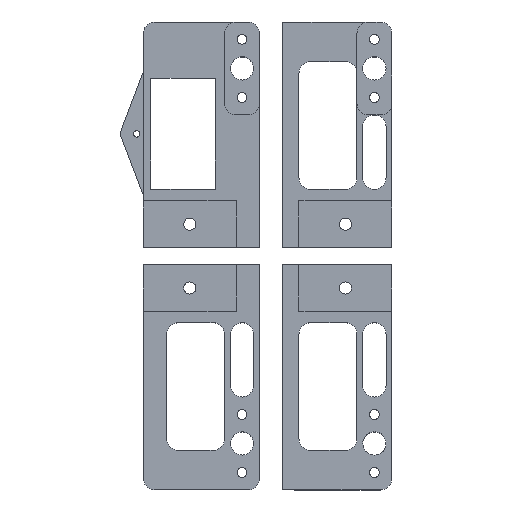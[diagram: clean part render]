
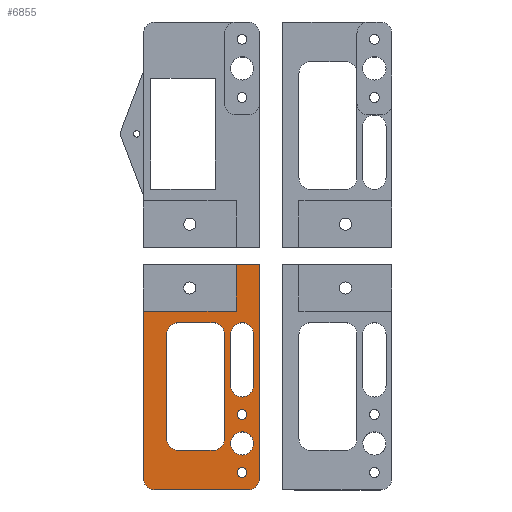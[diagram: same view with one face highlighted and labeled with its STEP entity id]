
A CAD part, top view. The second image highlights one B-rep face of the part: STEP entity #6855.
In plain terms, the highlighted planar face has unit normal (0, 0, 1).
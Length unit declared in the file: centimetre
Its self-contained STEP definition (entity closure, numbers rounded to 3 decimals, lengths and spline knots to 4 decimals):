
#234=CIRCLE($,#7360,0.5);
#235=CIRCLE($,#7363,0.5);
#246=CIRCLE($,#7381,0.5);
#250=CIRCLE($,#7390,0.5);
#267=CIRCLE($,#7436,0.5);
#268=CIRCLE($,#7438,0.5);
#272=CIRCLE($,#7454,0.5);
#273=CIRCLE($,#7456,0.5);
#274=CIRCLE($,#7458,0.5);
#275=CIRCLE($,#7459,0.21);
#276=CIRCLE($,#7460,0.21);
#533=FACE_BOUND($,#1384,.T.);
#534=FACE_BOUND($,#1385,.T.);
#535=FACE_BOUND($,#1386,.T.);
#536=FACE_BOUND($,#1387,.T.);
#537=FACE_BOUND($,#1388,.T.);
#538=FACE_BOUND($,#1389,.T.);
#1384=EDGE_LOOP($,(#5660,#5661,#5662,#5663,#5664,#5665,#5666,#5667));
#1385=EDGE_LOOP($,(#5668,#5669,#5670,#5671));
#1386=EDGE_LOOP($,(#5672,#5673,#5674,#5675,#5676,#5677,#5678,#5679));
#1387=EDGE_LOOP($,(#5680));
#1388=EDGE_LOOP($,(#5681));
#1389=EDGE_LOOP($,(#5682));
#1926=LINE($,#10675,#2593);
#1931=LINE($,#10701,#2598);
#1932=LINE($,#10714,#2599);
#1954=LINE($,#10774,#2621);
#1957=LINE($,#10782,#2624);
#1971=LINE($,#10831,#2638);
#2021=LINE($,#10983,#2688);
#2032=LINE($,#11022,#2699);
#2033=LINE($,#11025,#2700);
#2034=LINE($,#11026,#2701);
#2035=LINE($,#11028,#2702);
#2036=LINE($,#11029,#2703);
#2593=VECTOR($,#8674,1.5);
#2598=VECTOR($,#8701,4.);
#2599=VECTOR($,#8716,9.2);
#2621=VECTOR($,#8776,1.5);
#2624=VECTOR($,#8785,4.5);
#2638=VECTOR($,#8835,2.2);
#2688=VECTOR($,#8999,4.5);
#2699=VECTOR($,#9048,2.2);
#2700=VECTOR($,#9049,4.);
#2701=VECTOR($,#9050,7.2);
#2702=VECTOR($,#9051,1.);
#2703=VECTOR($,#9052,2.);
#3223=VERTEX_POINT($,#10672);
#3224=VERTEX_POINT($,#10674);
#3232=VERTEX_POINT($,#10695);
#3234=VERTEX_POINT($,#10699);
#3238=VERTEX_POINT($,#10712);
#3239=VERTEX_POINT($,#10713);
#3256=VERTEX_POINT($,#10766);
#3257=VERTEX_POINT($,#10768);
#3258=VERTEX_POINT($,#10772);
#3259=VERTEX_POINT($,#10776);
#3260=VERTEX_POINT($,#10780);
#3275=VERTEX_POINT($,#10823);
#3276=VERTEX_POINT($,#10825);
#3277=VERTEX_POINT($,#10829);
#3281=VERTEX_POINT($,#10842);
#3322=VERTEX_POINT($,#10977);
#3330=VERTEX_POINT($,#11014);
#3331=VERTEX_POINT($,#11020);
#3332=VERTEX_POINT($,#11023);
#3333=VERTEX_POINT($,#11024);
#3334=VERTEX_POINT($,#11027);
#3335=VERTEX_POINT($,#11030);
#3336=VERTEX_POINT($,#11032);
#3989=EDGE_CURVE($,#3224,#3223,#1926,.T.);
#4000=EDGE_CURVE($,#3234,#3232,#1931,.F.);
#4004=EDGE_CURVE($,#3238,#3239,#1932,.F.);
#4032=EDGE_CURVE($,#3256,#3257,#234,.T.);
#4035=EDGE_CURVE($,#3258,#3256,#1954,.T.);
#4037=EDGE_CURVE($,#3259,#3258,#235,.T.);
#4039=EDGE_CURVE($,#3259,#3260,#1957,.T.);
#4061=EDGE_CURVE($,#3276,#3275,#246,.T.);
#4064=EDGE_CURVE($,#3275,#3277,#1971,.T.);
#4068=EDGE_CURVE($,#3281,#3281,#250,.T.);
#4134=EDGE_CURVE($,#3322,#3223,#267,.T.);
#4135=EDGE_CURVE($,#3224,#3260,#268,.T.);
#4136=EDGE_CURVE($,#3322,#3257,#2021,.T.);
#4149=EDGE_CURVE($,#3232,#3330,#272,.T.);
#4151=EDGE_CURVE($,#3238,#3234,#273,.T.);
#4152=EDGE_CURVE($,#3277,#3331,#274,.T.);
#4153=EDGE_CURVE($,#3331,#3276,#2032,.T.);
#4154=EDGE_CURVE($,#3332,#3333,#2033,.T.);
#4155=EDGE_CURVE($,#3330,#3333,#2034,.F.);
#4156=EDGE_CURVE($,#3334,#3239,#2035,.T.);
#4157=EDGE_CURVE($,#3332,#3334,#2036,.T.);
#4158=EDGE_CURVE($,#3335,#3335,#275,.T.);
#4159=EDGE_CURVE($,#3336,#3336,#276,.T.);
#5660=ORIENTED_EDGE($,*,*,#4039,.T.);
#5661=ORIENTED_EDGE($,*,*,#4135,.F.);
#5662=ORIENTED_EDGE($,*,*,#3989,.T.);
#5663=ORIENTED_EDGE($,*,*,#4134,.F.);
#5664=ORIENTED_EDGE($,*,*,#4136,.T.);
#5665=ORIENTED_EDGE($,*,*,#4032,.F.);
#5666=ORIENTED_EDGE($,*,*,#4035,.F.);
#5667=ORIENTED_EDGE($,*,*,#4037,.F.);
#5668=ORIENTED_EDGE($,*,*,#4152,.T.);
#5669=ORIENTED_EDGE($,*,*,#4153,.T.);
#5670=ORIENTED_EDGE($,*,*,#4061,.T.);
#5671=ORIENTED_EDGE($,*,*,#4064,.T.);
#5672=ORIENTED_EDGE($,*,*,#4154,.T.);
#5673=ORIENTED_EDGE($,*,*,#4155,.F.);
#5674=ORIENTED_EDGE($,*,*,#4149,.F.);
#5675=ORIENTED_EDGE($,*,*,#4000,.F.);
#5676=ORIENTED_EDGE($,*,*,#4151,.F.);
#5677=ORIENTED_EDGE($,*,*,#4004,.T.);
#5678=ORIENTED_EDGE($,*,*,#4156,.F.);
#5679=ORIENTED_EDGE($,*,*,#4157,.F.);
#5680=ORIENTED_EDGE($,*,*,#4068,.T.);
#5681=ORIENTED_EDGE($,*,*,#4158,.T.);
#5682=ORIENTED_EDGE($,*,*,#4159,.T.);
#6478=PLANE($,#7457);
#6855=ADVANCED_FACE($,(#533,#534,#535,#536,#537,#538),#6478,.F.);
#7360=AXIS2_PLACEMENT_3D($,#10769,#8770,#8771);
#7363=AXIS2_PLACEMENT_3D($,#10778,#8780,#8781);
#7381=AXIS2_PLACEMENT_3D($,#10826,#8829,#8830);
#7390=AXIS2_PLACEMENT_3D($,#10843,#8850,#8851);
#7436=AXIS2_PLACEMENT_3D($,#10979,#8991,#8992);
#7438=AXIS2_PLACEMENT_3D($,#10981,#8995,#8996);
#7454=AXIS2_PLACEMENT_3D($,#11015,#9037,#9038);
#7456=AXIS2_PLACEMENT_3D($,#11018,#9042,#9043);
#7457=AXIS2_PLACEMENT_3D($,#11019,#9044,#9045);
#7458=AXIS2_PLACEMENT_3D($,#11021,#9046,#9047);
#7459=AXIS2_PLACEMENT_3D($,#11031,#9053,#9054);
#7460=AXIS2_PLACEMENT_3D($,#11033,#9055,#9056);
#8674=DIRECTION($,(-1.,0.,0.));
#8701=DIRECTION($,(1.,0.,0.));
#8716=DIRECTION($,(0.,-1.,0.));
#8770=DIRECTION('center_axis',(0.,0.,
1.));
#8771=DIRECTION('ref_axis',(-0.707,0.707,0.));
#8776=DIRECTION($,(-1.,0.,0.));
#8780=DIRECTION('center_axis',(0.,0.,
1.));
#8781=DIRECTION('ref_axis',(0.707,0.707,0.));
#8785=DIRECTION($,(0.,-1.,0.));
#8829=DIRECTION('center_axis',(0.,0.,
-1.));
#8830=DIRECTION('ref_axis',(1.,0.,0.));
#8835=DIRECTION($,(0.,1.,0.));
#8850=DIRECTION('center_axis',(0.,0.,
-1.));
#8851=DIRECTION('ref_axis',(1.,0.,0.));
#8991=DIRECTION('center_axis',(0.,0.,
1.));
#8992=DIRECTION('ref_axis',(-0.707,-0.707,0.));
#8995=DIRECTION('center_axis',(0.,0.,
1.));
#8996=DIRECTION('ref_axis',(0.707,-0.707,0.));
#8999=DIRECTION($,(0.,1.,0.));
#9037=DIRECTION('center_axis',(0.,0.,
-1.));
#9038=DIRECTION('ref_axis',(-0.707,-0.707,0.));
#9042=DIRECTION('center_axis',(0.,0.,
-1.));
#9043=DIRECTION('ref_axis',(0.707,-0.707,0.));
#9044=DIRECTION('center_axis',(0.,0.,
-1.));
#9045=DIRECTION('ref_axis',(0.,1.,0.));
#9046=DIRECTION('center_axis',(0.,0.,
-1.));
#9047=DIRECTION('ref_axis',(-1.,0.,0.));
#9048=DIRECTION($,(0.,-1.,0.));
#9049=DIRECTION($,(-1.,0.,0.));
#9050=DIRECTION($,(0.,-1.,0.));
#9051=DIRECTION($,(1.,0.,0.));
#9052=DIRECTION($,(0.,1.,0.));
#9053=DIRECTION('center_axis',(0.,0.,
-1.));
#9054=DIRECTION('ref_axis',(1.,0.,0.));
#9055=DIRECTION('center_axis',(0.,0.,
-1.));
#9056=DIRECTION('ref_axis',(1.,0.,0.));
#10672=CARTESIAN_POINT('',(-16.5,2.5,2.7));
#10674=CARTESIAN_POINT('',(-15.,2.5,2.7));
#10675=CARTESIAN_POINT($,(-24.25,2.5,2.7));
#10695=CARTESIAN_POINT('',(-17.5,0.8,2.7));
#10699=CARTESIAN_POINT('',(-13.5,0.8,2.7));
#10701=CARTESIAN_POINT($,(-25.,0.8,2.7));
#10712=CARTESIAN_POINT('',(-13.,1.3,2.7));
#10713=CARTESIAN_POINT('',(-13.,10.5,2.7));
#10714=CARTESIAN_POINT($,(-13.,4.,2.7));
#10766=CARTESIAN_POINT('',(-16.5,8.,2.7));
#10768=CARTESIAN_POINT('',(-17.,7.5,2.7));
#10769=CARTESIAN_POINT('Origin',(-16.5,7.5,2.7));
#10772=CARTESIAN_POINT('',(-15.,8.,2.7));
#10774=CARTESIAN_POINT($,(-25.,8.,2.7));
#10776=CARTESIAN_POINT('',(-14.5,7.5,2.7));
#10778=CARTESIAN_POINT('Origin',(-15.,7.5,2.7));
#10780=CARTESIAN_POINT('',(-14.5,3.,2.7));
#10782=CARTESIAN_POINT($,(-14.5,1.25,2.7));
#10823=CARTESIAN_POINT('',(-14.25,5.3,2.7));
#10825=CARTESIAN_POINT('',(-13.25,5.3,2.7));
#10826=CARTESIAN_POINT('Origin',(-13.75,5.3,2.7));
#10829=CARTESIAN_POINT('',(-14.25,7.5,2.7));
#10831=CARTESIAN_POINT($,(-14.25,3.5,2.7));
#10842=CARTESIAN_POINT('',(-14.25,2.8,2.7));
#10843=CARTESIAN_POINT('Origin',(-13.75,2.8,2.7));
#10977=CARTESIAN_POINT('',(-17.,3.,2.7));
#10979=CARTESIAN_POINT('Origin',(-16.5,3.,2.7));
#10981=CARTESIAN_POINT('Origin',(-15.,3.,2.7));
#10983=CARTESIAN_POINT($,(-17.,3.5,2.7));
#11014=CARTESIAN_POINT('',(-18.,1.3,2.7));
#11015=CARTESIAN_POINT('Origin',(-17.5,1.3,2.7));
#11018=CARTESIAN_POINT('Origin',(-13.5,1.3,2.7));
#11019=CARTESIAN_POINT('Origin',(-32.,-0.5,2.7));
#11020=CARTESIAN_POINT('',(-13.25,7.5,2.7));
#11021=CARTESIAN_POINT('Origin',(-13.75,7.5,2.7));
#11022=CARTESIAN_POINT($,(-13.25,2.4,2.7));
#11023=CARTESIAN_POINT('',(-14.,8.5,2.7));
#11024=CARTESIAN_POINT('',(-18.,8.5,2.7));
#11025=CARTESIAN_POINT($,(-16.,8.5,2.7));
#11026=CARTESIAN_POINT($,(-18.,-0.5,2.7));
#11027=CARTESIAN_POINT('',(-14.,10.5,2.7));
#11028=CARTESIAN_POINT($,(-23.,10.5,2.7));
#11029=CARTESIAN_POINT($,(-14.,4.,2.7));
#11030=CARTESIAN_POINT('',(-13.96,1.55,2.7));
#11031=CARTESIAN_POINT('Origin',(-13.75,1.55,2.7));
#11032=CARTESIAN_POINT('',(-13.96,4.05,2.7));
#11033=CARTESIAN_POINT('Origin',(-13.75,4.05,2.7));
